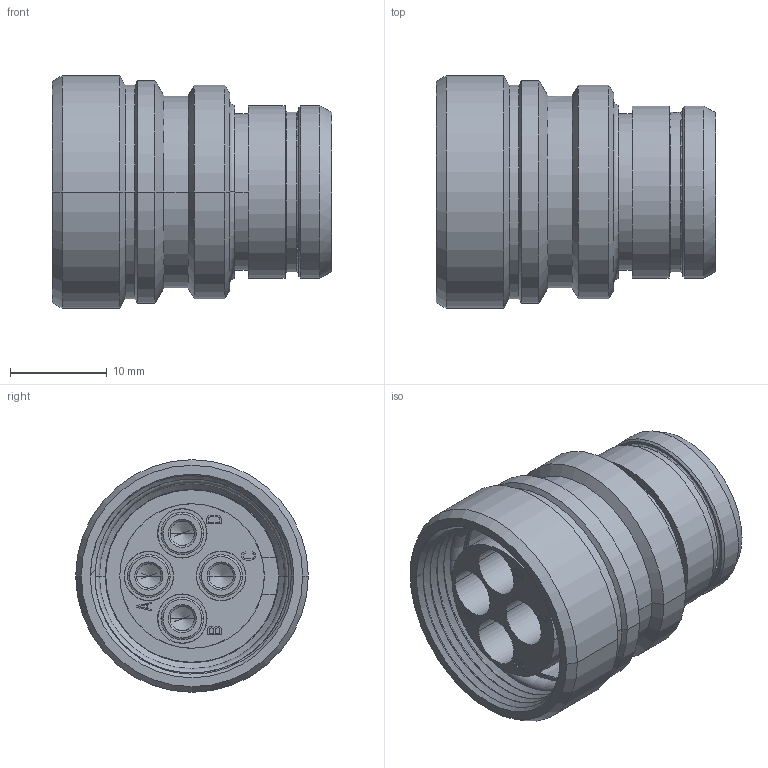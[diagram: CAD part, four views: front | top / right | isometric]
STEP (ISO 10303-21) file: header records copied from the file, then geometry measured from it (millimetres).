
FILE_DESCRIPTION((''),'2;1');
FILE_NAME('1332P204MS','2024-07-26T08:36:42',('paultorloting'),('NET AG system integration'),'CREO PARAMETRIC BY PTC INC, 2021404','CREO PARAMETRIC BY PTC INC, 2021404','');
FILE_SCHEMA(('AUTOMOTIVE_DESIGN { 1 0 10303 214 1 1 1 1 }'));
Length unit declared in the file: millimetre
Products named in the file (1): 1332P204MS
Bounding box: 28.8 x 24 x 24 mm (x, y, z)
Volume: 6065.7 mm3; surface area: 6757.9 mm2
Topology: 1 solids, 1 shells, 489 faces, 1240 edges, 791 vertices
Faces by surface type: plane 296, cylinder 110, cone 50, torus 21, bspline 12
Entity records: 21365 total; most frequent: CARTESIAN_POINT 5859, ORIENTED_EDGE 2464, DIRECTION 2399, EDGE_CURVE 1232, VECTOR 896, LINE 896, VERTEX_POINT 791, AXIS2_PLACEMENT_3D 750
